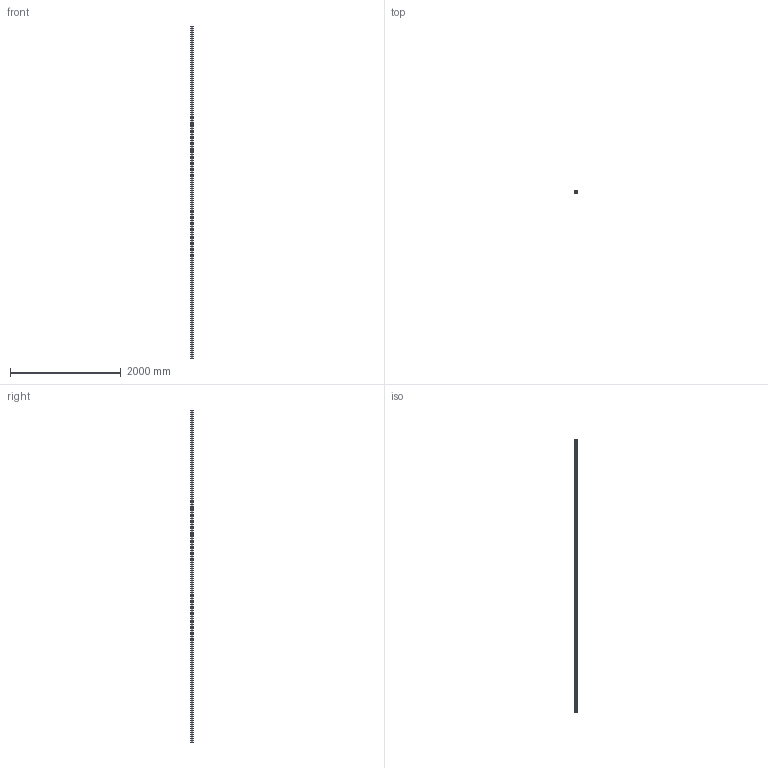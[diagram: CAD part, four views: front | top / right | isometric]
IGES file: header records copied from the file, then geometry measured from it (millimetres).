
Start section: SolidWorks IGES file using analytic representation for surfaces
Global section: file name: AE2-1.IGS; native system: SolidWorks 2007; preprocessor: SolidWorks 2007; author: jean; date: 180319.140302; units: millimetre
Bounding box: 50 x 50 x 6000 mm (x, y, z)
Surface area: 4674588.1 mm2 (no closed solid volume)
Topology: 0 solids, 0 shells, 153 faces, 988 edges, 988 vertices
Faces by surface type: bspline 146, revolution 7
